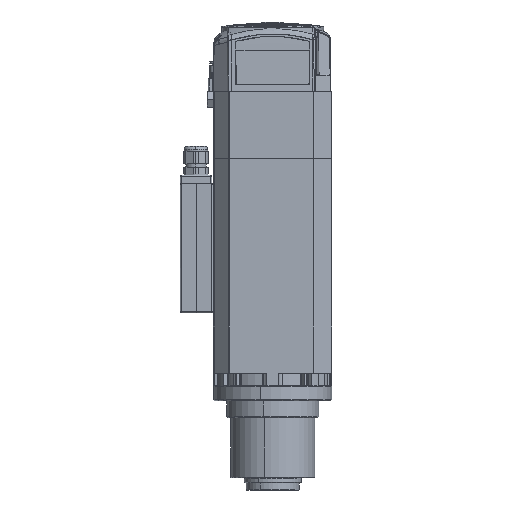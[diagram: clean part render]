
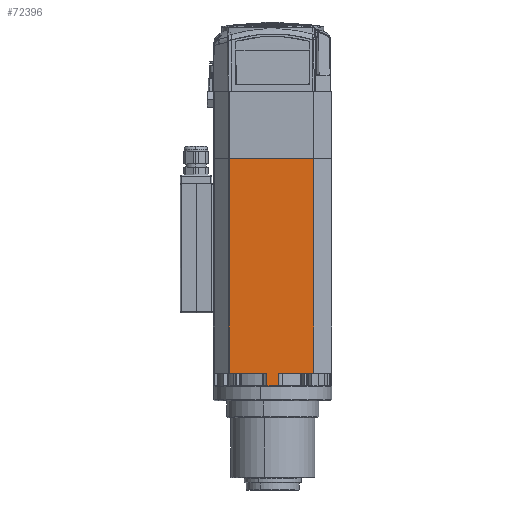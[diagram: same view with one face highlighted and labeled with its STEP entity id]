
A CAD part, left-side view. The second image highlights one B-rep face of the part: STEP entity #72396.
In plain terms, the highlighted planar face has unit normal (-1, 0, 0).
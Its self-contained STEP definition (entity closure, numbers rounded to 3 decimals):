
#3331 = DIRECTION ( 'NONE',  ( 0., 1., 0. ) ) ;
#4989 = ORIENTED_EDGE ( 'NONE', *, *, #121286, .T. ) ;
#5464 = LINE ( 'NONE', #102134, #127161 ) ;
#11735 = EDGE_CURVE ( 'NONE', #52390, #32596, #121342, .T. ) ;
#14886 = VERTEX_POINT ( 'NONE', #34045 ) ;
#16346 = EDGE_CURVE ( 'NONE', #134467, #111560, #19009, .T. ) ;
#18348 = LINE ( 'NONE', #97206, #61923 ) ;
#18849 = CARTESIAN_POINT ( 'NONE',  ( 708.163, 342.989, 277.5 ) ) ;
#19009 = LINE ( 'NONE', #26211, #124261 ) ;
#24471 = VECTOR ( 'NONE', #119571, 1000. ) ;
#26211 = CARTESIAN_POINT ( 'NONE',  ( 708.163, 298.019, 277.5 ) ) ;
#30395 = CARTESIAN_POINT ( 'NONE',  ( 708.163, 0., 271.5 ) ) ;
#32596 = VERTEX_POINT ( 'NONE', #57317 ) ;
#32834 = ORIENTED_EDGE ( 'NONE', *, *, #133605, .F. ) ;
#33786 = CARTESIAN_POINT ( 'NONE',  ( 708.163, 0., 277.5 ) ) ;
#34045 = CARTESIAN_POINT ( 'NONE',  ( 708.163, 284.019, 0. ) ) ;
#35624 = DIRECTION ( 'NONE',  ( 0., 1., 0. ) ) ;
#38101 = EDGE_CURVE ( 'NONE', #111560, #69423, #5464, .T. ) ;
#38482 = DIRECTION ( 'NONE',  ( 0., -1., 0. ) ) ;
#44351 = VECTOR ( 'NONE', #131754, 1000. ) ;
#46877 = CARTESIAN_POINT ( 'NONE',  ( 708.163, 342.989, 15. ) ) ;
#48704 = CARTESIAN_POINT ( 'NONE',  ( 708.163, 342.989, 271.5 ) ) ;
#52390 = VERTEX_POINT ( 'NONE', #48704 ) ;
#53730 = ORIENTED_EDGE ( 'NONE', *, *, #38101, .F. ) ;
#57317 = CARTESIAN_POINT ( 'NONE',  ( 708.163, 241.824, 271.5 ) ) ;
#59782 = EDGE_CURVE ( 'NONE', #119817, #14886, #91768, .T. ) ;
#60687 = ORIENTED_EDGE ( 'NONE', *, *, #105538, .T. ) ;
#61923 = VECTOR ( 'NONE', #3331, 1000. ) ;
#69423 = VERTEX_POINT ( 'NONE', #46877 ) ;
#72396 = ADVANCED_FACE ( 'NONE', ( #144690 ), #127124, .F. ) ;
#73335 = LINE ( 'NONE', #142467, #113262 ) ;
#73426 = CARTESIAN_POINT ( 'NONE',  ( 708.163, 284.019, 15. ) ) ;
#79392 = ORIENTED_EDGE ( 'NONE', *, *, #16346, .F. ) ;
#81639 = EDGE_LOOP ( 'NONE', ( #53730, #79392, #60687, #99522, #32834, #86032, #93979, #4989 ) ) ;
#83296 = CARTESIAN_POINT ( 'NONE',  ( 708.163, 298.019, 15. ) ) ;
#83388 = EDGE_CURVE ( 'NONE', #32596, #99311, #117015, .T. ) ;
#86032 = ORIENTED_EDGE ( 'NONE', *, *, #83388, .F. ) ;
#89435 = DIRECTION ( 'NONE',  ( 0., 0., -1. ) ) ;
#91686 = DIRECTION ( 'NONE',  ( 0., 0., -1. ) ) ;
#91768 = LINE ( 'NONE', #107882, #24471 ) ;
#93979 = ORIENTED_EDGE ( 'NONE', *, *, #11735, .F. ) ;
#97206 = CARTESIAN_POINT ( 'NONE',  ( 708.163, 0., 15. ) ) ;
#97798 = AXIS2_PLACEMENT_3D ( 'NONE', #33786, #114954, #91686 ) ;
#97814 = VECTOR ( 'NONE', #134361, 1000. ) ;
#99311 = VERTEX_POINT ( 'NONE', #136554 ) ;
#99522 = ORIENTED_EDGE ( 'NONE', *, *, #59782, .F. ) ;
#102134 = CARTESIAN_POINT ( 'NONE',  ( 708.163, 0., 15. ) ) ;
#105538 = EDGE_CURVE ( 'NONE', #134467, #14886, #73335, .T. ) ;
#107882 = CARTESIAN_POINT ( 'NONE',  ( 708.163, 284.019, 277.5 ) ) ;
#111560 = VERTEX_POINT ( 'NONE', #83296 ) ;
#113262 = VECTOR ( 'NONE', #38482, 1000. ) ;
#114954 = DIRECTION ( 'NONE',  ( 1., 0., 0. ) ) ;
#117015 = LINE ( 'NONE', #120128, #44351 ) ;
#117074 = DIRECTION ( 'NONE',  ( 0., 0., 1. ) ) ;
#119571 = DIRECTION ( 'NONE',  ( 0., 0., -1. ) ) ;
#119817 = VERTEX_POINT ( 'NONE', #73426 ) ;
#120128 = CARTESIAN_POINT ( 'NONE',  ( 708.163, 241.824, 277.5 ) ) ;
#121138 = LINE ( 'NONE', #18849, #131863 ) ;
#121286 = EDGE_CURVE ( 'NONE', #52390, #69423, #121138, .T. ) ;
#121342 = LINE ( 'NONE', #30395, #97814 ) ;
#124261 = VECTOR ( 'NONE', #117074, 1000. ) ;
#127124 = PLANE ( 'NONE',  #97798 ) ;
#127161 = VECTOR ( 'NONE', #35624, 1000. ) ;
#129321 = CARTESIAN_POINT ( 'NONE',  ( 708.163, 298.019, 0. ) ) ;
#131754 = DIRECTION ( 'NONE',  ( 0., 0., -1. ) ) ;
#131863 = VECTOR ( 'NONE', #89435, 1000. ) ;
#133605 = EDGE_CURVE ( 'NONE', #99311, #119817, #18348, .T. ) ;
#134361 = DIRECTION ( 'NONE',  ( 0., -1., 0. ) ) ;
#134467 = VERTEX_POINT ( 'NONE', #129321 ) ;
#136554 = CARTESIAN_POINT ( 'NONE',  ( 708.163, 241.824, 15. ) ) ;
#142467 = CARTESIAN_POINT ( 'NONE',  ( 708.163, 0., 0. ) ) ;
#144690 = FACE_OUTER_BOUND ( 'NONE', #81639, .T. ) ;
